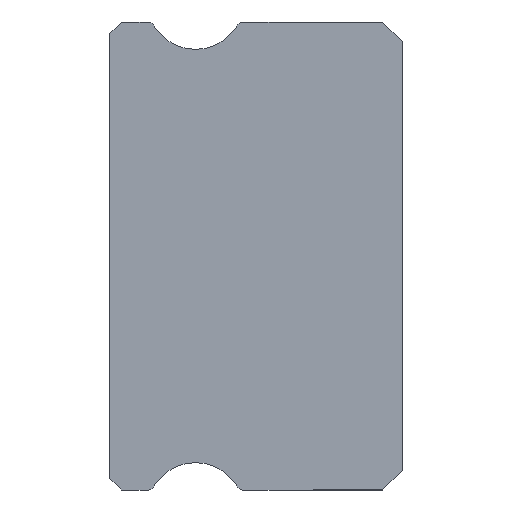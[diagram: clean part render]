
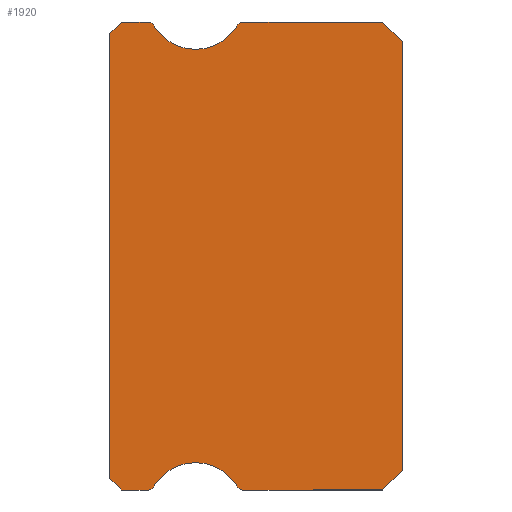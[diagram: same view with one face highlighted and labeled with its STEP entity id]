
A CAD part, left-side view. The second image highlights one B-rep face of the part: STEP entity #1920.
In plain terms, the highlighted planar face has unit normal (-1, 0, 0).
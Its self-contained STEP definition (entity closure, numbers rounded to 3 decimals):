
#43 = CIRCLE ( 'NONE', #982, 0.15 ) ;
#50 = CARTESIAN_POINT ( 'NONE',  ( -12.5, 0.5, -6. ) ) ;
#56 = DIRECTION ( 'NONE',  ( 0., 0., -1. ) ) ;
#82 = VERTEX_POINT ( 'NONE', #3040 ) ;
#96 = VECTOR ( 'NONE', #1961, 1000. ) ;
#110 = ORIENTED_EDGE ( 'NONE', *, *, #2023, .F. ) ;
#152 = CARTESIAN_POINT ( 'NONE',  ( -12.5, 7.2, 6. ) ) ;
#191 = LINE ( 'NONE', #2547, #781 ) ;
#274 = CARTESIAN_POINT ( 'NONE',  ( -12.5, 6.512, 6. ) ) ;
#300 = LINE ( 'NONE', #1309, #1956 ) ;
#307 = VERTEX_POINT ( 'NONE', #3144 ) ;
#378 = ORIENTED_EDGE ( 'NONE', *, *, #1599, .F. ) ;
#394 = DIRECTION ( 'NONE',  ( 0., 1., 0. ) ) ;
#402 = EDGE_CURVE ( 'NONE', #1555, #2560, #1389, .T. ) ;
#412 = DIRECTION ( 'NONE',  ( 0., -1., 0. ) ) ;
#416 = DIRECTION ( 'NONE',  ( 0., 0., -1. ) ) ;
#431 = DIRECTION ( 'NONE',  ( 1., 0., 0. ) ) ;
#439 = VERTEX_POINT ( 'NONE', #2368 ) ;
#441 = ORIENTED_EDGE ( 'NONE', *, *, #1800, .F. ) ;
#445 = EDGE_CURVE ( 'NONE', #478, #728, #730, .T. ) ;
#457 = CARTESIAN_POINT ( 'NONE',  ( -12.5, 4.088, 6. ) ) ;
#467 = VERTEX_POINT ( 'NONE', #476 ) ;
#476 = CARTESIAN_POINT ( 'NONE',  ( -12.5, 7.5, -5.7 ) ) ;
#478 = VERTEX_POINT ( 'NONE', #457 ) ;
#508 = VECTOR ( 'NONE', #2542, 1000. ) ;
#577 = CIRCLE ( 'NONE', #2350, 0.15 ) ;
#608 = VERTEX_POINT ( 'NONE', #274 ) ;
#615 = LINE ( 'NONE', #152, #1548 ) ;
#617 = CARTESIAN_POINT ( 'NONE',  ( -12.5, 0., -5.5 ) ) ;
#631 = CARTESIAN_POINT ( 'NONE',  ( -12.5, 5.3, 5.3 ) ) ;
#728 = VERTEX_POINT ( 'NONE', #2343 ) ;
#730 = LINE ( 'NONE', #1407, #2073 ) ;
#731 = DIRECTION ( 'NONE',  ( 0., -0.707, -0.707 ) ) ;
#735 = VECTOR ( 'NONE', #412, 1000. ) ;
#738 = ORIENTED_EDGE ( 'NONE', *, *, #2385, .T. ) ;
#781 = VECTOR ( 'NONE', #394, 1000. ) ;
#821 = EDGE_CURVE ( 'NONE', #728, #439, #1924, .T. ) ;
#874 = EDGE_CURVE ( 'NONE', #1259, #1307, #2035, .T. ) ;
#942 = CARTESIAN_POINT ( 'NONE',  ( -12.5, 6.512, 5.85 ) ) ;
#944 = AXIS2_PLACEMENT_3D ( 'NONE', #3046, #2349, #1138 ) ;
#961 = CARTESIAN_POINT ( 'NONE',  ( -12.5, 4.088, 5.85 ) ) ;
#981 = LINE ( 'NONE', #2899, #1623 ) ;
#982 = AXIS2_PLACEMENT_3D ( 'NONE', #942, #1124, #416 ) ;
#983 = ORIENTED_EDGE ( 'NONE', *, *, #821, .F. ) ;
#1046 = ORIENTED_EDGE ( 'NONE', *, *, #2180, .F. ) ;
#1052 = VERTEX_POINT ( 'NONE', #2779 ) ;
#1100 = DIRECTION ( 'NONE',  ( 0., 1., 0. ) ) ;
#1124 = DIRECTION ( 'NONE',  ( 1., 0., 0. ) ) ;
#1134 = CARTESIAN_POINT ( 'NONE',  ( -12.5, 7.5, 5.7 ) ) ;
#1138 = DIRECTION ( 'NONE',  ( 0., 0., -1. ) ) ;
#1186 = ORIENTED_EDGE ( 'NONE', *, *, #2142, .F. ) ;
#1195 = CIRCLE ( 'NONE', #944, 0.15 ) ;
#1221 = AXIS2_PLACEMENT_3D ( 'NONE', #1326, #1756, #2986 ) ;
#1234 = DIRECTION ( 'NONE',  ( 1., 0., 0. ) ) ;
#1247 = ORIENTED_EDGE ( 'NONE', *, *, #2962, .F. ) ;
#1258 = EDGE_CURVE ( 'NONE', #467, #2560, #1595, .T. ) ;
#1259 = VERTEX_POINT ( 'NONE', #631 ) ;
#1279 = DIRECTION ( 'NONE',  ( -1., 0., 0. ) ) ;
#1286 = CARTESIAN_POINT ( 'NONE',  ( -12.5, 5.3, -6.55 ) ) ;
#1290 = VECTOR ( 'NONE', #2837, 1000. ) ;
#1302 = DIRECTION ( 'NONE',  ( -1., 0., 0. ) ) ;
#1307 = VERTEX_POINT ( 'NONE', #1612 ) ;
#1309 = CARTESIAN_POINT ( 'NONE',  ( -12.5, 0., 5.5 ) ) ;
#1326 = CARTESIAN_POINT ( 'NONE',  ( -12.5, 5.3, 6.55 ) ) ;
#1339 = CIRCLE ( 'NONE', #2007, 0.15 ) ;
#1387 = ORIENTED_EDGE ( 'NONE', *, *, #2661, .F. ) ;
#1389 = LINE ( 'NONE', #2778, #1568 ) ;
#1407 = CARTESIAN_POINT ( 'NONE',  ( -12.5, 6.512, 6. ) ) ;
#1451 = CARTESIAN_POINT ( 'NONE',  ( -12.5, 6.512, 5.85 ) ) ;
#1542 = VERTEX_POINT ( 'NONE', #2049 ) ;
#1548 = VECTOR ( 'NONE', #1100, 1000. ) ;
#1555 = VERTEX_POINT ( 'NONE', #2524 ) ;
#1568 = VECTOR ( 'NONE', #2861, 1000. ) ;
#1595 = LINE ( 'NONE', #2066, #508 ) ;
#1599 = EDGE_CURVE ( 'NONE', #1542, #2794, #3134, .T. ) ;
#1601 = DIRECTION ( 'NONE',  ( 0., 0., -1. ) ) ;
#1612 = CARTESIAN_POINT ( 'NONE',  ( -12.5, 4.217, 5.925 ) ) ;
#1623 = VECTOR ( 'NONE', #731, 1000. ) ;
#1700 = PLANE ( 'NONE',  #1725 ) ;
#1725 = AXIS2_PLACEMENT_3D ( 'NONE', #1451, #1728, #2691 ) ;
#1728 = DIRECTION ( 'NONE',  ( 1., 0., 0. ) ) ;
#1756 = DIRECTION ( 'NONE',  ( -1., 0., 0. ) ) ;
#1765 = CARTESIAN_POINT ( 'NONE',  ( -12.5, 4.088, -6. ) ) ;
#1788 = ORIENTED_EDGE ( 'NONE', *, *, #1258, .F. ) ;
#1800 = EDGE_CURVE ( 'NONE', #608, #307, #43, .T. ) ;
#1899 = DIRECTION ( 'NONE',  ( 0., -1., 0. ) ) ;
#1920 = ADVANCED_FACE ( 'NONE', ( #1943 ), #1700, .F. ) ;
#1922 = ORIENTED_EDGE ( 'NONE', *, *, #2556, .T. ) ;
#1924 = LINE ( 'NONE', #3142, #96 ) ;
#1943 = FACE_OUTER_BOUND ( 'NONE', #2483, .T. ) ;
#1953 = CARTESIAN_POINT ( 'NONE',  ( -12.5, 6.512, -6. ) ) ;
#1956 = VECTOR ( 'NONE', #2996, 1000. ) ;
#1961 = DIRECTION ( 'NONE',  ( 0., -0.707, -0.707 ) ) ;
#1963 = EDGE_CURVE ( 'NONE', #467, #1052, #981, .T. ) ;
#1985 = DIRECTION ( 'NONE',  ( 0., 0., -1. ) ) ;
#2007 = AXIS2_PLACEMENT_3D ( 'NONE', #961, #1234, #1985 ) ;
#2019 = ORIENTED_EDGE ( 'NONE', *, *, #2959, .F. ) ;
#2023 = EDGE_CURVE ( 'NONE', #307, #1259, #2187, .T. ) ;
#2035 = CIRCLE ( 'NONE', #3138, 1.25 ) ;
#2039 = VERTEX_POINT ( 'NONE', #50 ) ;
#2049 = CARTESIAN_POINT ( 'NONE',  ( -12.5, 4.217, -5.925 ) ) ;
#2066 = CARTESIAN_POINT ( 'NONE',  ( -12.5, 7.5, 5.85 ) ) ;
#2073 = VECTOR ( 'NONE', #1899, 1000. ) ;
#2116 = LINE ( 'NONE', #617, #1290 ) ;
#2118 = LINE ( 'NONE', #2819, #735 ) ;
#2141 = ORIENTED_EDGE ( 'NONE', *, *, #402, .T. ) ;
#2142 = EDGE_CURVE ( 'NONE', #2039, #2451, #191, .T. ) ;
#2180 = EDGE_CURVE ( 'NONE', #2794, #2693, #1195, .T. ) ;
#2187 = CIRCLE ( 'NONE', #1221, 1.25 ) ;
#2236 = EDGE_CURVE ( 'NONE', #1052, #2693, #2118, .T. ) ;
#2343 = CARTESIAN_POINT ( 'NONE',  ( -12.5, 0.5, 6. ) ) ;
#2349 = DIRECTION ( 'NONE',  ( 1., 0., 0. ) ) ;
#2350 = AXIS2_PLACEMENT_3D ( 'NONE', #2363, #431, #1601 ) ;
#2352 = ORIENTED_EDGE ( 'NONE', *, *, #445, .F. ) ;
#2363 = CARTESIAN_POINT ( 'NONE',  ( -12.5, 4.088, -5.85 ) ) ;
#2368 = CARTESIAN_POINT ( 'NONE',  ( -12.5, 0., 5.5 ) ) ;
#2385 = EDGE_CURVE ( 'NONE', #82, #439, #300, .T. ) ;
#2422 = AXIS2_PLACEMENT_3D ( 'NONE', #1286, #1302, #2750 ) ;
#2440 = ORIENTED_EDGE ( 'NONE', *, *, #874, .F. ) ;
#2451 = VERTEX_POINT ( 'NONE', #1765 ) ;
#2483 = EDGE_LOOP ( 'NONE', ( #2141, #1788, #2537, #2988, #1046, #378, #1247, #1186, #2019, #738, #983, #2352, #1387, #2440, #110, #441, #1922 ) ) ;
#2504 = CARTESIAN_POINT ( 'NONE',  ( -12.5, 6.383, -5.925 ) ) ;
#2524 = CARTESIAN_POINT ( 'NONE',  ( -12.5, 7.2, 6. ) ) ;
#2527 = CARTESIAN_POINT ( 'NONE',  ( -12.5, 5.3, 6.55 ) ) ;
#2537 = ORIENTED_EDGE ( 'NONE', *, *, #1963, .T. ) ;
#2542 = DIRECTION ( 'NONE',  ( 0., 0., 1. ) ) ;
#2547 = CARTESIAN_POINT ( 'NONE',  ( -12.5, 6.512, -6. ) ) ;
#2556 = EDGE_CURVE ( 'NONE', #608, #1555, #615, .T. ) ;
#2560 = VERTEX_POINT ( 'NONE', #1134 ) ;
#2661 = EDGE_CURVE ( 'NONE', #1307, #478, #1339, .T. ) ;
#2691 = DIRECTION ( 'NONE',  ( 0., 0., -1. ) ) ;
#2693 = VERTEX_POINT ( 'NONE', #1953 ) ;
#2750 = DIRECTION ( 'NONE',  ( 0., 0., -1. ) ) ;
#2778 = CARTESIAN_POINT ( 'NONE',  ( -12.5, 7.5, 5.7 ) ) ;
#2779 = CARTESIAN_POINT ( 'NONE',  ( -12.5, 7.2, -6. ) ) ;
#2794 = VERTEX_POINT ( 'NONE', #2504 ) ;
#2819 = CARTESIAN_POINT ( 'NONE',  ( -12.5, 6.512, -6. ) ) ;
#2837 = DIRECTION ( 'NONE',  ( 0., 0.707, -0.707 ) ) ;
#2861 = DIRECTION ( 'NONE',  ( 0., 0.707, -0.707 ) ) ;
#2899 = CARTESIAN_POINT ( 'NONE',  ( -12.5, 7.2, -6. ) ) ;
#2959 = EDGE_CURVE ( 'NONE', #82, #2039, #2116, .T. ) ;
#2962 = EDGE_CURVE ( 'NONE', #2451, #1542, #577, .T. ) ;
#2986 = DIRECTION ( 'NONE',  ( 0., 0., -1. ) ) ;
#2988 = ORIENTED_EDGE ( 'NONE', *, *, #2236, .T. ) ;
#2996 = DIRECTION ( 'NONE',  ( 0., 0., 1. ) ) ;
#3040 = CARTESIAN_POINT ( 'NONE',  ( -12.5, 0., -5.5 ) ) ;
#3046 = CARTESIAN_POINT ( 'NONE',  ( -12.5, 6.512, -5.85 ) ) ;
#3134 = CIRCLE ( 'NONE', #2422, 1.25 ) ;
#3138 = AXIS2_PLACEMENT_3D ( 'NONE', #2527, #1279, #56 ) ;
#3142 = CARTESIAN_POINT ( 'NONE',  ( -12.5, 0.5, 6. ) ) ;
#3144 = CARTESIAN_POINT ( 'NONE',  ( -12.5, 6.383, 5.925 ) ) ;
